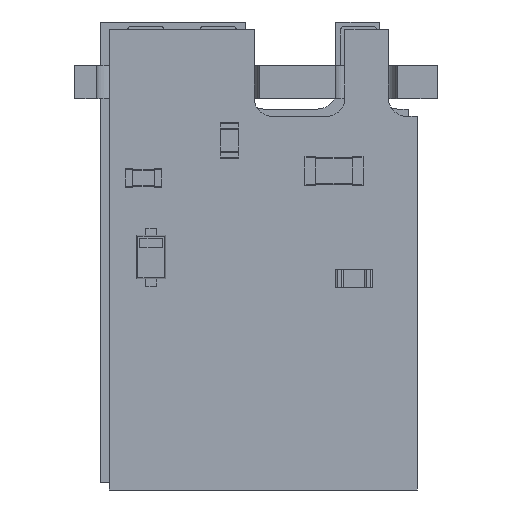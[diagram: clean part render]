
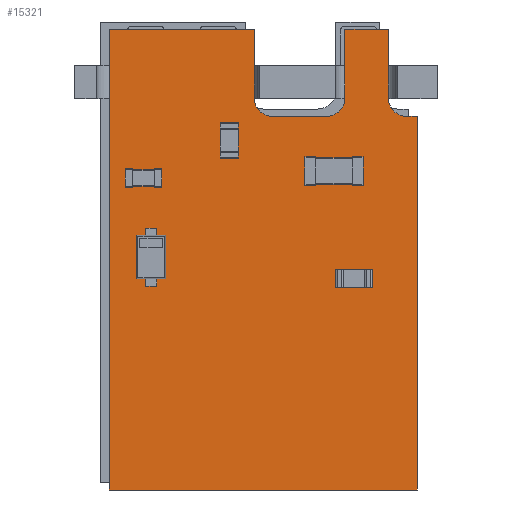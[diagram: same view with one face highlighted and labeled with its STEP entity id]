
A CAD part, front view. The second image highlights one B-rep face of the part: STEP entity #15321.
In plain terms, the highlighted face is planar.
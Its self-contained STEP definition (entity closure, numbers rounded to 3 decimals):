
#14907 = VERTEX_POINT('',#14908);
#14908 = CARTESIAN_POINT('',(104.5,-102.4,0.91));
#14914 = EDGE_CURVE('',#14915,#14907,#14917,.T.);
#14915 = VERTEX_POINT('',#14916);
#14916 = CARTESIAN_POINT('',(104.,-101.9,0.91));
#14917 = CIRCLE('',#14918,0.5);
#14918 = AXIS2_PLACEMENT_3D('',#14919,#14920,#14921);
#14919 = CARTESIAN_POINT('',(104.5,-101.9,0.91));
#14920 = DIRECTION('',(0.,0.,1.));
#14921 = DIRECTION('',(-1.,0.,0.));
#14938 = EDGE_CURVE('',#14907,#14939,#14941,.T.);
#14939 = VERTEX_POINT('',#14940);
#14940 = CARTESIAN_POINT('',(106.,-102.4,0.91));
#14941 = LINE('',#14942,#14943);
#14942 = CARTESIAN_POINT('',(104.5,-102.4,0.91));
#14943 = VECTOR('',#14944,1.);
#14944 = DIRECTION('',(1.,0.,0.));
#14978 = VERTEX_POINT('',#14979);
#14979 = CARTESIAN_POINT('',(106.5,-101.9,0.91));
#14985 = EDGE_CURVE('',#14939,#14978,#14986,.T.);
#14986 = CIRCLE('',#14987,0.5);
#14987 = AXIS2_PLACEMENT_3D('',#14988,#14989,#14990);
#14988 = CARTESIAN_POINT('',(106.,-101.9,0.91));
#14989 = DIRECTION('',(0.,0.,1.));
#14990 = DIRECTION('',(0.,-1.,0.));
#15002 = EDGE_CURVE('',#14978,#15003,#15005,.T.);
#15003 = VERTEX_POINT('',#15004);
#15004 = CARTESIAN_POINT('',(106.5,-100.,0.91));
#15005 = LINE('',#15006,#15007);
#15006 = CARTESIAN_POINT('',(106.5,-101.9,0.91));
#15007 = VECTOR('',#15008,1.);
#15008 = DIRECTION('',(0.,1.,0.));
#15033 = EDGE_CURVE('',#15003,#15034,#15036,.T.);
#15034 = VERTEX_POINT('',#15035);
#15035 = CARTESIAN_POINT('',(107.7,-100.,0.91));
#15036 = LINE('',#15037,#15038);
#15037 = CARTESIAN_POINT('',(106.5,-100.,0.91));
#15038 = VECTOR('',#15039,1.);
#15039 = DIRECTION('',(1.,0.,0.));
#15064 = EDGE_CURVE('',#15034,#15065,#15067,.T.);
#15065 = VERTEX_POINT('',#15066);
#15066 = CARTESIAN_POINT('',(107.7,-101.9,0.91));
#15067 = LINE('',#15068,#15069);
#15068 = CARTESIAN_POINT('',(107.7,-100.,0.91));
#15069 = VECTOR('',#15070,1.);
#15070 = DIRECTION('',(0.,-1.,0.));
#15104 = VERTEX_POINT('',#15105);
#15105 = CARTESIAN_POINT('',(108.2,-102.4,0.91));
#15111 = EDGE_CURVE('',#15065,#15104,#15112,.T.);
#15112 = CIRCLE('',#15113,0.5);
#15113 = AXIS2_PLACEMENT_3D('',#15114,#15115,#15116);
#15114 = CARTESIAN_POINT('',(108.2,-101.9,0.91));
#15115 = DIRECTION('',(0.,0.,1.));
#15116 = DIRECTION('',(-1.,0.,0.));
#15128 = EDGE_CURVE('',#15104,#15129,#15131,.T.);
#15129 = VERTEX_POINT('',#15130);
#15130 = CARTESIAN_POINT('',(108.5,-102.4,0.91));
#15131 = LINE('',#15132,#15133);
#15132 = CARTESIAN_POINT('',(108.2,-102.4,0.91));
#15133 = VECTOR('',#15134,1.);
#15134 = DIRECTION('',(1.,0.,0.));
#15159 = EDGE_CURVE('',#15129,#15160,#15162,.T.);
#15160 = VERTEX_POINT('',#15161);
#15161 = CARTESIAN_POINT('',(108.5,-112.7,0.91));
#15162 = LINE('',#15163,#15164);
#15163 = CARTESIAN_POINT('',(108.5,-102.4,0.91));
#15164 = VECTOR('',#15165,1.);
#15165 = DIRECTION('',(0.,-1.,0.));
#15190 = EDGE_CURVE('',#15160,#15191,#15193,.T.);
#15191 = VERTEX_POINT('',#15192);
#15192 = CARTESIAN_POINT('',(100.,-112.7,0.91));
#15193 = LINE('',#15194,#15195);
#15194 = CARTESIAN_POINT('',(108.5,-112.7,0.91));
#15195 = VECTOR('',#15196,1.);
#15196 = DIRECTION('',(-1.,0.,0.));
#15221 = EDGE_CURVE('',#15191,#15222,#15224,.T.);
#15222 = VERTEX_POINT('',#15223);
#15223 = CARTESIAN_POINT('',(100.,-100.,0.91));
#15224 = LINE('',#15225,#15226);
#15225 = CARTESIAN_POINT('',(100.,-112.7,0.91));
#15226 = VECTOR('',#15227,1.);
#15227 = DIRECTION('',(0.,1.,0.));
#15252 = EDGE_CURVE('',#15222,#15253,#15255,.T.);
#15253 = VERTEX_POINT('',#15254);
#15254 = CARTESIAN_POINT('',(104.,-100.,0.91));
#15255 = LINE('',#15256,#15257);
#15256 = CARTESIAN_POINT('',(100.,-100.,0.91));
#15257 = VECTOR('',#15258,1.);
#15258 = DIRECTION('',(1.,0.,0.));
#15283 = EDGE_CURVE('',#15253,#14915,#15284,.T.);
#15284 = LINE('',#15285,#15286);
#15285 = CARTESIAN_POINT('',(104.,-100.,0.91));
#15286 = VECTOR('',#15287,1.);
#15287 = DIRECTION('',(0.,-1.,0.));
#15321 = ADVANCED_FACE('',(#15322),#15337,.T.);
#15322 = FACE_BOUND('',#15323,.F.);
#15323 = EDGE_LOOP('',(#15324,#15325,#15326,#15327,#15328,#15329,#15330,
    #15331,#15332,#15333,#15334,#15335,#15336));
#15324 = ORIENTED_EDGE('',*,*,#14914,.T.);
#15325 = ORIENTED_EDGE('',*,*,#14938,.T.);
#15326 = ORIENTED_EDGE('',*,*,#14985,.T.);
#15327 = ORIENTED_EDGE('',*,*,#15002,.T.);
#15328 = ORIENTED_EDGE('',*,*,#15033,.T.);
#15329 = ORIENTED_EDGE('',*,*,#15064,.T.);
#15330 = ORIENTED_EDGE('',*,*,#15111,.T.);
#15331 = ORIENTED_EDGE('',*,*,#15128,.T.);
#15332 = ORIENTED_EDGE('',*,*,#15159,.T.);
#15333 = ORIENTED_EDGE('',*,*,#15190,.T.);
#15334 = ORIENTED_EDGE('',*,*,#15221,.T.);
#15335 = ORIENTED_EDGE('',*,*,#15252,.T.);
#15336 = ORIENTED_EDGE('',*,*,#15283,.T.);
#15337 = PLANE('',#15338);
#15338 = AXIS2_PLACEMENT_3D('',#15339,#15340,#15341);
#15339 = CARTESIAN_POINT('',(0.,0.,0.91));
#15340 = DIRECTION('',(0.,0.,1.));
#15341 = DIRECTION('',(1.,0.,-0.));
